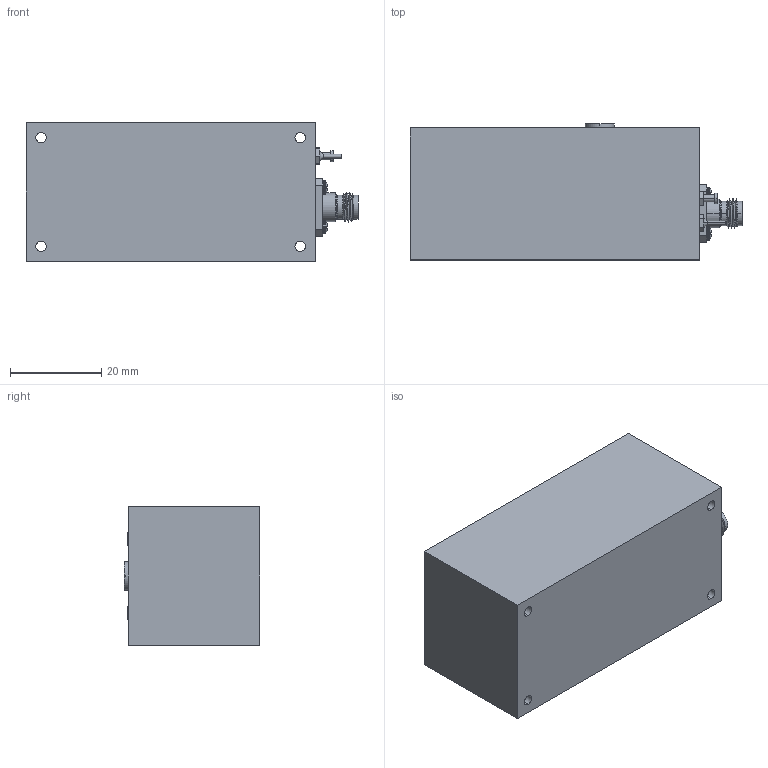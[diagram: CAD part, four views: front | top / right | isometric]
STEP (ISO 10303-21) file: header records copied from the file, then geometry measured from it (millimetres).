
FILE_DESCRIPTION (( 'STEP AP203' ), '1' );
FILE_NAME ('SOD-05301118-SF-S1.STEP', '2019-01-02T23:56:59', ( '' ), ( '' ), 'SwSTEP 2.0', 'SolidWorks 2016', '' );
FILE_SCHEMA (( 'CONFIG_CONTROL_DESIGN' ));
Products named in the file (1): SOD-05301118-SF-S1
Bounding box: 72.9 x 29.86 x 30.48 mm (x, y, z)
Volume: 56261.6 mm3; surface area: 12340.5 mm2
Topology: 20 solids, 20 shells, 2131 faces, 5941 edges, 3930 vertices
Faces by surface type: plane 787, bspline 570, cylinder 533, cone 213, torus 20, sphere 8
Entity records: 106524 total; most frequent: CARTESIAN_POINT 58790, ORIENTED_EDGE 11838, DIRECTION 7186, EDGE_CURVE 5919, VERTEX_POINT 3930, LINE 2842, VECTOR 2842, EDGE_LOOP 2251
